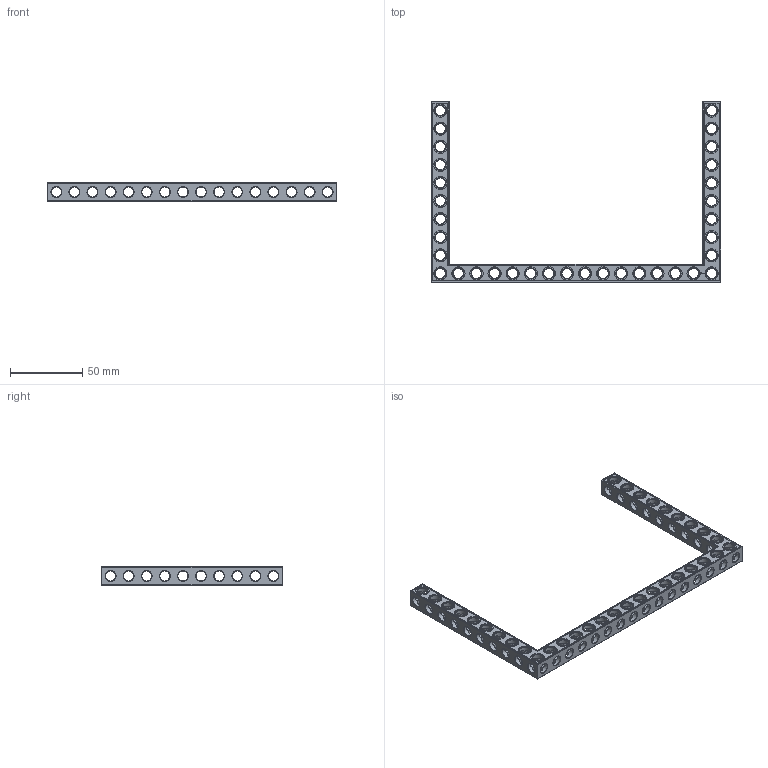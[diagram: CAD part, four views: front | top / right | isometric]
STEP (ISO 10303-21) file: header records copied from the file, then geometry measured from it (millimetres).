
FILE_DESCRIPTION(('FreeCAD Model'),'2;1');
FILE_NAME('Open CASCADE Shape Model','2022-03-06T14:00:13',('Author'),( ''),'Open CASCADE STEP processor 7.5','FreeCAD','Unknown');
FILE_SCHEMA(('AUTOMOTIVE_DESIGN { 1 0 10303 214 1 1 1 1 }'));
Products named in the file (1): Beam AGD ESS USH SYM BU16x10x01 - SPN-BEM-0564 (stemfie.org)
Bounding box: 200 x 125 x 12.5 mm (x, y, z)
Volume: 33216.7 mm3; surface area: 29687.6 mm2
Topology: 1 solids, 1 shells, 915 faces, 2783 edges, 1802 vertices
Faces by surface type: plane 414, cylinder 205, extrusion 158, cone 138
Full cylindrical faces by diameter (mm): 6.98 x22, 7 x149, 9.2 x34
Entity records: 165425 total; most frequent: CARTESIAN_POINT 113360, DIRECTION 8497, ORIENTED_EDGE 5566, PCURVE 5566, DEFINITIONAL_REPRESENTATION 5566, VECTOR 5301, LINE 5143, EDGE_CURVE 2783
